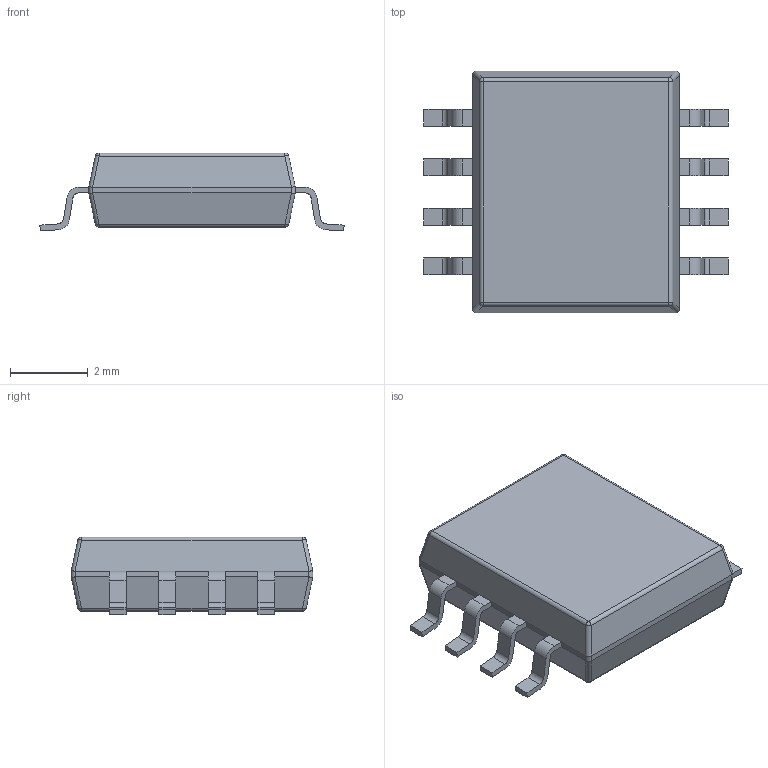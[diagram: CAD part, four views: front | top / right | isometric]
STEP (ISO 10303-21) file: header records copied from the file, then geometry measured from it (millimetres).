
FILE_DESCRIPTION((''),'2;1');
FILE_NAME('PS0008A_ASM','2021-10-06T13:42:46',('a0412086'),(''),'CREO PARAMETRIC BY PTC INC, 2018500','CREO PARAMETRIC BY PTC INC, 2018500','');
FILE_SCHEMA(('CONFIG_CONTROL_DESIGN','SHAPE_APPEARANCE_LAYERS_GROUPS'));
Length unit declared in the file: millimetre
Products named in the file (3): BODY-SOP; LEAD-SOP; PS0008A_ASM
Assembly tree (9 placements, depth 2):
  PS0008A_ASM
    BODY-SOP
    LEAD-SOP  x8
Bounding box: 7.8 x 6.2 x 2 mm (x, y, z)
Volume: 59.7 mm3; surface area: 118.1 mm2
Topology: 9 solids, 9 shells, 154 faces, 384 edges, 248 vertices
Faces by surface type: plane 94, cylinder 52, sphere 8
Entity records: 2204 total; most frequent: CARTESIAN_POINT 372, DIRECTION 276, ORIENTED_EDGE 264, PRESENTATION_STYLE_ASSIGNMENT 134, STYLED_ITEM 134, CURVE_STYLE 132, EDGE_CURVE 132, AXIS2_PLACEMENT_3D 100
